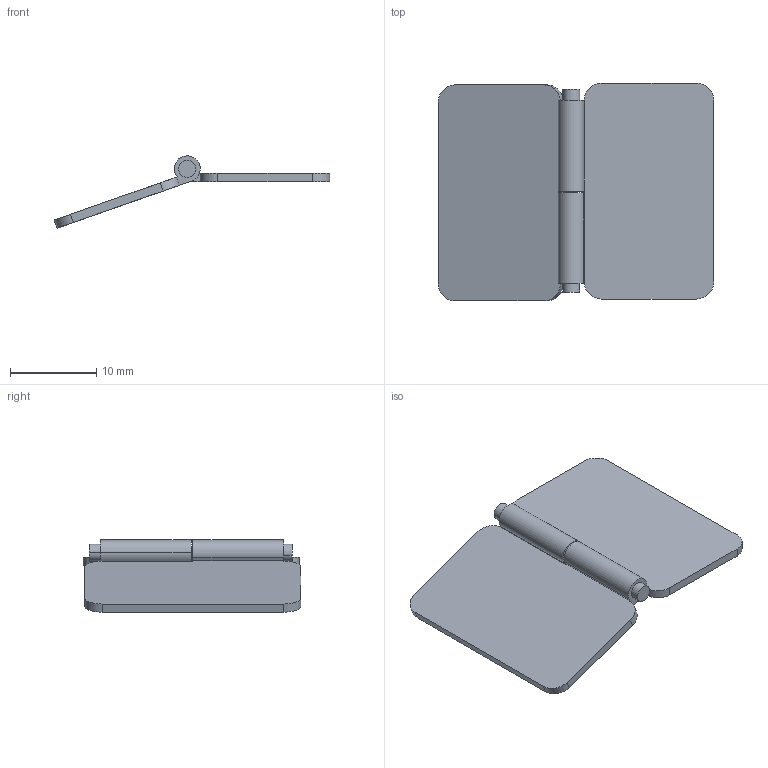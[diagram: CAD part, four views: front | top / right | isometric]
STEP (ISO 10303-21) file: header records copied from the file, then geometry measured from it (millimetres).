
FILE_DESCRIPTION (( 'STEP AP214' ), '1' );
FILE_NAME ('2.STEP', '2024-04-03T12:49:32', ( '' ), ( '' ), 'SwSTEP 2.0', 'SolidWorks 2024', '' );
FILE_SCHEMA (( 'AUTOMOTIVE_DESIGN' ));
Length unit declared in the file: millimetre
Products named in the file (4): 零件4; 2.0; 2; 零件2^2
Assembly tree (4 placements, depth 2):
  2
    2.0  x2
    零件4
    零件2^2
Bounding box: 31.9 x 25.2 x 8.38 mm (x, y, z)
Volume: 900.3 mm3; surface area: 2035.9 mm2
Topology: 4 solids, 4 shells, 50 faces, 120 edges, 80 vertices
Faces by surface type: cylinder 28, plane 22
Entity records: 1084 total; most frequent: DIRECTION 193, CARTESIAN_POINT 165, ORIENTED_EDGE 150, AXIS2_PLACEMENT_3D 78, EDGE_CURVE 75, VERTEX_POINT 50, EDGE_LOOP 39, CIRCLE 38
